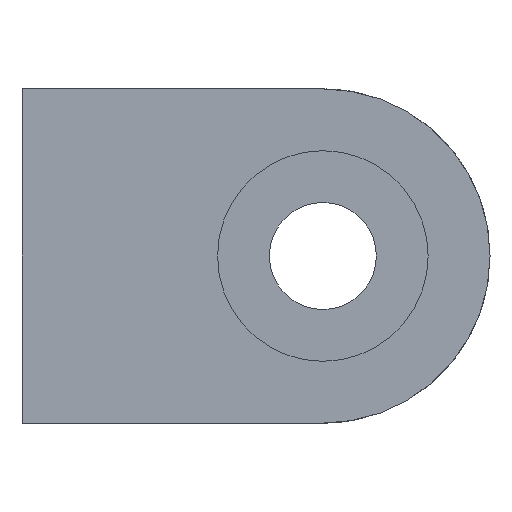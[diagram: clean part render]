
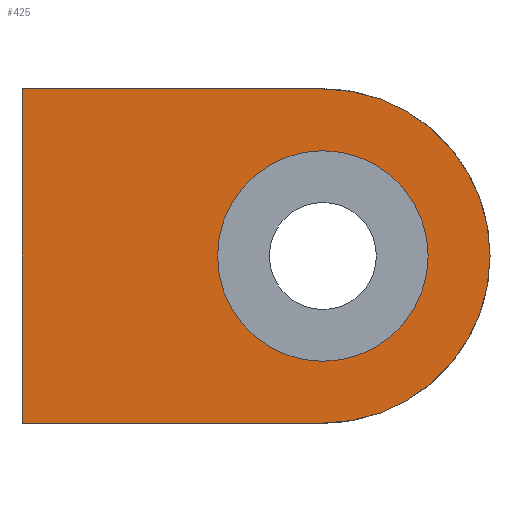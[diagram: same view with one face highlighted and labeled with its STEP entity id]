
A CAD part, front view. The second image highlights one B-rep face of the part: STEP entity #425.
In plain terms, the highlighted planar face has unit normal (0, -1, 0).
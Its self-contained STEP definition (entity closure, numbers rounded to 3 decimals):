
#20=FACE_BOUND('',#65,.T.);
#24=PLANE('',#465);
#40=FACE_OUTER_BOUND('',#64,.T.);
#64=EDGE_LOOP('',(#295,#296,#297,#298));
#65=EDGE_LOOP('',(#299));
#89=LINE('',#649,#126);
#90=LINE('',#651,#127);
#91=LINE('',#652,#128);
#126=VECTOR('',#522,10.);
#127=VECTOR('',#523,10.);
#128=VECTOR('',#524,10.);
#162=CIRCLE('',#461,3.15);
#165=CIRCLE('',#466,5.);
#184=VERTEX_POINT('',#636);
#187=VERTEX_POINT('',#645);
#188=VERTEX_POINT('',#646);
#189=VERTEX_POINT('',#648);
#190=VERTEX_POINT('',#650);
#226=EDGE_CURVE('',#184,#184,#162,.T.);
#230=EDGE_CURVE('',#187,#188,#165,.T.);
#231=EDGE_CURVE('',#188,#189,#89,.T.);
#232=EDGE_CURVE('',#189,#190,#90,.T.);
#233=EDGE_CURVE('',#190,#187,#91,.T.);
#295=ORIENTED_EDGE('',*,*,#230,.T.);
#296=ORIENTED_EDGE('',*,*,#231,.T.);
#297=ORIENTED_EDGE('',*,*,#232,.T.);
#298=ORIENTED_EDGE('',*,*,#233,.T.);
#299=ORIENTED_EDGE('',*,*,#226,.T.);
#425=ADVANCED_FACE('',(#40,#20),#24,.F.);
#461=AXIS2_PLACEMENT_3D('',#637,#509,#510);
#465=AXIS2_PLACEMENT_3D('',#644,#518,#519);
#466=AXIS2_PLACEMENT_3D('',#647,#520,#521);
#509=DIRECTION('center_axis',(0.,1.,0.));
#510=DIRECTION('ref_axis',(1.,0.,0.));
#518=DIRECTION('center_axis',(0.,1.,0.));
#519=DIRECTION('ref_axis',(1.,0.,0.));
#520=DIRECTION('center_axis',(0.,-1.,0.));
#521=DIRECTION('ref_axis',(1.,0.,0.));
#522=DIRECTION('',(-1.,0.,0.));
#523=DIRECTION('',(0.,0.,-1.));
#524=DIRECTION('',(1.,0.,0.));
#636=CARTESIAN_POINT('',(-3.15,-3.,0.));
#637=CARTESIAN_POINT('Origin',(0.,-3.,0.));
#644=CARTESIAN_POINT('Origin',(0.,-3.,0.));
#645=CARTESIAN_POINT('',(0.,-3.,-5.));
#646=CARTESIAN_POINT('',(0.,-3.,5.));
#647=CARTESIAN_POINT('Origin',(0.,-3.,0.));
#648=CARTESIAN_POINT('',(-9.,-3.,5.));
#649=CARTESIAN_POINT('',(-9.,-3.,5.));
#650=CARTESIAN_POINT('',(-9.,-3.,-5.));
#651=CARTESIAN_POINT('',(-9.,-3.,-5.));
#652=CARTESIAN_POINT('',(9.,-3.,-5.));
